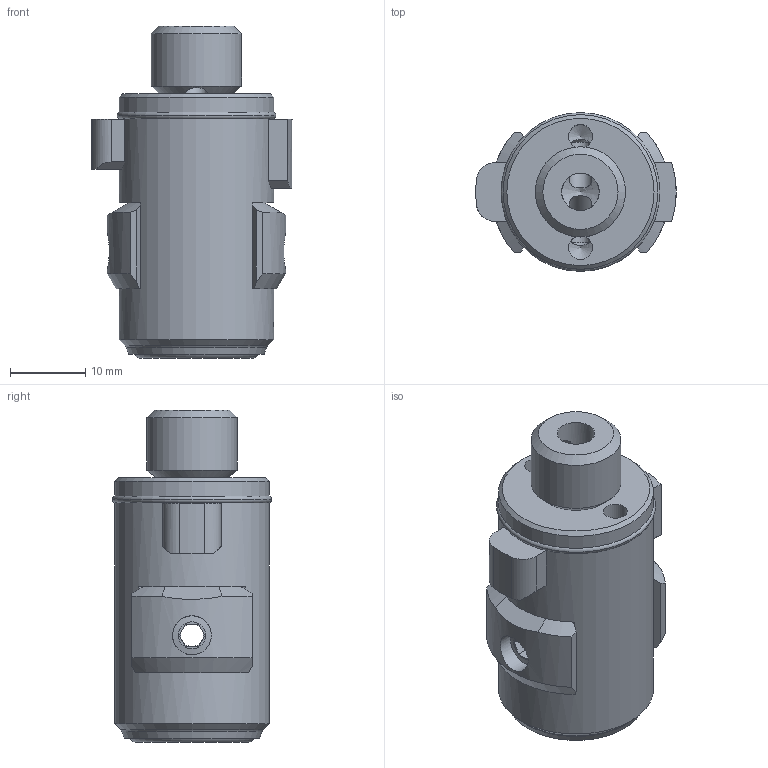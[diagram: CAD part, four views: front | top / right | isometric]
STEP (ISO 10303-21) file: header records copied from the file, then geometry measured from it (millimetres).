
FILE_DESCRIPTION(/* description */ ('Alibre Inc.'),/* implementation_level */ '2;1');
FILE_NAME(/* name */ 'export-83E4FA97-A94B-4D53-BB2F-497FDE51B05A',/* time_stamp */ '2023-12-28T16:56:36+01:00',/* author */ (''),/* organization */ (''),/* preprocessor_version */ 'ST-DEVELOPER v17',/* originating_system */ 'Alibre',/* authorisation */ '');
FILE_SCHEMA (('AUTOMOTIVE_DESIGN'));
Length unit declared in the file: millimetre
Products named in the file (3): 9049580300000
Bounding box: 26.69 x 21.15 x 44.2 mm (x, y, z)
Volume: 12136.9 mm3; surface area: 6009.3 mm2
Topology: 2 solids, 2 shells, 127 faces, 350 edges, 231 vertices
Faces by surface type: plane 64, cylinder 32, cone 25, torus 6
Full cylindrical faces by diameter (mm): 2.5 x2, 3 x3, 3.2 x2, 4.917 x1, 5 x1, 5.188 x2, 8.7 x1, 9 x1, 10 x1, 11 x1, 12 x1, 20.6 x2
Entity records: 4619 total; most frequent: CARTESIAN_POINT 1488, ORIENTED_EDGE 688, DIRECTION 555, EDGE_CURVE 344, AXIS2_PLACEMENT_3D 242, VERTEX_POINT 231, EDGE_LOOP 147, FACE_BOUND 147
